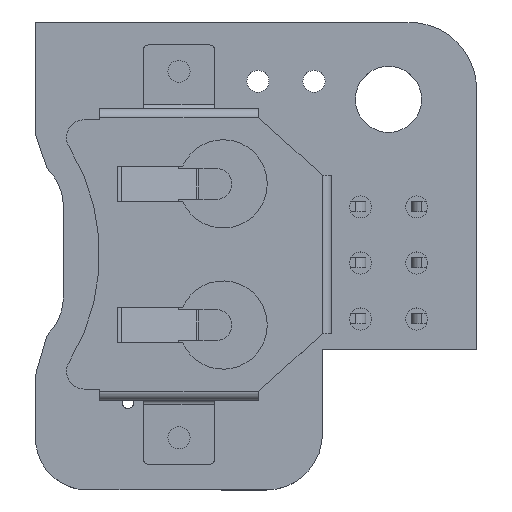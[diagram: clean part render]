
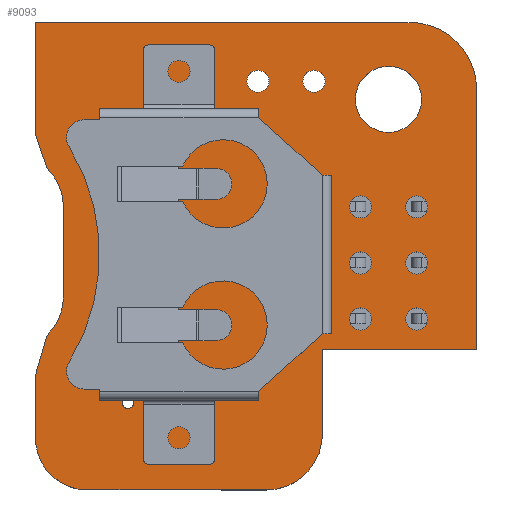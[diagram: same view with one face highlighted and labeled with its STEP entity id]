
A CAD part, top view. The second image highlights one B-rep face of the part: STEP entity #9093.
In plain terms, the highlighted planar face has unit normal (0, 0, 1).
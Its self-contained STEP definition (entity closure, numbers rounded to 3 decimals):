
#68=FACE_BOUND('',#1084,.T.);
#69=FACE_BOUND('',#1085,.T.);
#70=FACE_BOUND('',#1086,.T.);
#71=FACE_BOUND('',#1087,.T.);
#72=FACE_BOUND('',#1088,.T.);
#73=FACE_BOUND('',#1089,.T.);
#74=FACE_BOUND('',#1090,.T.);
#75=FACE_BOUND('',#1091,.T.);
#76=FACE_BOUND('',#1092,.T.);
#77=FACE_BOUND('',#1093,.T.);
#78=FACE_BOUND('',#1094,.T.);
#121=PLANE('',#9746);
#547=FACE_OUTER_BOUND('',#1083,.T.);
#1083=EDGE_LOOP('',(#6331,#6332,#6333,#6334,#6335,#6336,#6337,#6338,#6339,
#6340,#6341,#6342,#6343,#6344,#6345));
#1084=EDGE_LOOP('',(#6346));
#1085=EDGE_LOOP('',(#6347));
#1086=EDGE_LOOP('',(#6348));
#1087=EDGE_LOOP('',(#6349));
#1088=EDGE_LOOP('',(#6350));
#1089=EDGE_LOOP('',(#6351));
#1090=EDGE_LOOP('',(#6352));
#1091=EDGE_LOOP('',(#6353));
#1092=EDGE_LOOP('',(#6354));
#1093=EDGE_LOOP('',(#6355));
#1094=EDGE_LOOP('',(#6356));
#1649=LINE('',#13237,#2728);
#1652=LINE('',#13243,#2731);
#1656=LINE('',#13255,#2735);
#1660=LINE('',#13267,#2739);
#1663=LINE('',#13273,#2742);
#1666=LINE('',#13279,#2745);
#1670=LINE('',#13291,#2749);
#1673=LINE('',#13297,#2752);
#1676=LINE('',#13303,#2755);
#1680=LINE('',#13315,#2759);
#2728=VECTOR('',#10570,10.);
#2731=VECTOR('',#10575,10.);
#2735=VECTOR('',#10587,10.);
#2739=VECTOR('',#10599,10.);
#2742=VECTOR('',#10604,10.);
#2745=VECTOR('',#10609,10.);
#2749=VECTOR('',#10621,10.);
#2752=VECTOR('',#10626,10.);
#2755=VECTOR('',#10631,10.);
#2759=VECTOR('',#10643,10.);
#3795=CIRCLE('',#9690,0.5);
#3797=CIRCLE('',#9693,0.5);
#3799=CIRCLE('',#9696,0.25);
#3801=CIRCLE('',#9699,0.5);
#3803=CIRCLE('',#9702,1.5);
#3805=CIRCLE('',#9705,0.25);
#3807=CIRCLE('',#9708,0.5);
#3809=CIRCLE('',#9711,0.5);
#3811=CIRCLE('',#9714,0.5);
#3813=CIRCLE('',#9717,0.5);
#3815=CIRCLE('',#9720,0.5);
#3817=CIRCLE('',#9725,2.541);
#3819=CIRCLE('',#9729,2.54);
#3821=CIRCLE('',#9735,3.059);
#3823=CIRCLE('',#9741,2.54);
#3825=CIRCLE('',#9745,2.35);
#4047=VERTEX_POINT('',#13167);
#4049=VERTEX_POINT('',#13173);
#4051=VERTEX_POINT('',#13179);
#4053=VERTEX_POINT('',#13185);
#4055=VERTEX_POINT('',#13191);
#4057=VERTEX_POINT('',#13197);
#4059=VERTEX_POINT('',#13203);
#4061=VERTEX_POINT('',#13209);
#4063=VERTEX_POINT('',#13215);
#4065=VERTEX_POINT('',#13221);
#4067=VERTEX_POINT('',#13227);
#4070=VERTEX_POINT('',#13234);
#4071=VERTEX_POINT('',#13236);
#4073=VERTEX_POINT('',#13242);
#4075=VERTEX_POINT('',#13248);
#4077=VERTEX_POINT('',#13254);
#4079=VERTEX_POINT('',#13260);
#4081=VERTEX_POINT('',#13266);
#4083=VERTEX_POINT('',#13272);
#4085=VERTEX_POINT('',#13278);
#4087=VERTEX_POINT('',#13284);
#4089=VERTEX_POINT('',#13290);
#4091=VERTEX_POINT('',#13296);
#4093=VERTEX_POINT('',#13302);
#4095=VERTEX_POINT('',#13308);
#4097=VERTEX_POINT('',#13314);
#4898=EDGE_CURVE('',#4047,#4047,#3795,.T.);
#4901=EDGE_CURVE('',#4049,#4049,#3797,.T.);
#4904=EDGE_CURVE('',#4051,#4051,#3799,.T.);
#4907=EDGE_CURVE('',#4053,#4053,#3801,.T.);
#4910=EDGE_CURVE('',#4055,#4055,#3803,.T.);
#4913=EDGE_CURVE('',#4057,#4057,#3805,.T.);
#4916=EDGE_CURVE('',#4059,#4059,#3807,.T.);
#4919=EDGE_CURVE('',#4061,#4061,#3809,.T.);
#4922=EDGE_CURVE('',#4063,#4063,#3811,.T.);
#4925=EDGE_CURVE('',#4065,#4065,#3813,.T.);
#4928=EDGE_CURVE('',#4067,#4067,#3815,.T.);
#4931=EDGE_CURVE('',#4071,#4070,#1649,.T.);
#4934=EDGE_CURVE('',#4073,#4071,#1652,.T.);
#4937=EDGE_CURVE('',#4075,#4073,#3817,.T.);
#4940=EDGE_CURVE('',#4077,#4075,#1656,.T.);
#4943=EDGE_CURVE('',#4079,#4077,#3819,.T.);
#4946=EDGE_CURVE('',#4081,#4079,#1660,.T.);
#4949=EDGE_CURVE('',#4083,#4081,#1663,.T.);
#4952=EDGE_CURVE('',#4085,#4083,#1666,.T.);
#4955=EDGE_CURVE('',#4087,#4085,#3821,.T.);
#4958=EDGE_CURVE('',#4089,#4087,#1670,.T.);
#4961=EDGE_CURVE('',#4091,#4089,#1673,.T.);
#4964=EDGE_CURVE('',#4093,#4091,#1676,.T.);
#4967=EDGE_CURVE('',#4095,#4093,#3823,.T.);
#4970=EDGE_CURVE('',#4097,#4095,#1680,.T.);
#4973=EDGE_CURVE('',#4070,#4097,#3825,.T.);
#6331=ORIENTED_EDGE('',*,*,#4973,.T.);
#6332=ORIENTED_EDGE('',*,*,#4970,.T.);
#6333=ORIENTED_EDGE('',*,*,#4967,.T.);
#6334=ORIENTED_EDGE('',*,*,#4964,.T.);
#6335=ORIENTED_EDGE('',*,*,#4961,.T.);
#6336=ORIENTED_EDGE('',*,*,#4958,.T.);
#6337=ORIENTED_EDGE('',*,*,#4955,.T.);
#6338=ORIENTED_EDGE('',*,*,#4952,.T.);
#6339=ORIENTED_EDGE('',*,*,#4949,.T.);
#6340=ORIENTED_EDGE('',*,*,#4946,.T.);
#6341=ORIENTED_EDGE('',*,*,#4943,.T.);
#6342=ORIENTED_EDGE('',*,*,#4940,.T.);
#6343=ORIENTED_EDGE('',*,*,#4937,.T.);
#6344=ORIENTED_EDGE('',*,*,#4934,.T.);
#6345=ORIENTED_EDGE('',*,*,#4931,.T.);
#6346=ORIENTED_EDGE('',*,*,#4898,.T.);
#6347=ORIENTED_EDGE('',*,*,#4901,.T.);
#6348=ORIENTED_EDGE('',*,*,#4904,.T.);
#6349=ORIENTED_EDGE('',*,*,#4907,.T.);
#6350=ORIENTED_EDGE('',*,*,#4910,.T.);
#6351=ORIENTED_EDGE('',*,*,#4913,.T.);
#6352=ORIENTED_EDGE('',*,*,#4916,.T.);
#6353=ORIENTED_EDGE('',*,*,#4919,.T.);
#6354=ORIENTED_EDGE('',*,*,#4922,.T.);
#6355=ORIENTED_EDGE('',*,*,#4925,.T.);
#6356=ORIENTED_EDGE('',*,*,#4928,.T.);
#9093=ADVANCED_FACE('',(#547,#68,#69,#70,#71,#72,#73,#74,#75,#76,#77,#78),
#121,.T.);
#9690=AXIS2_PLACEMENT_3D('',#13169,#10494,#10495);
#9693=AXIS2_PLACEMENT_3D('',#13175,#10501,#10502);
#9696=AXIS2_PLACEMENT_3D('',#13181,#10508,#10509);
#9699=AXIS2_PLACEMENT_3D('',#13187,#10515,#10516);
#9702=AXIS2_PLACEMENT_3D('',#13193,#10522,#10523);
#9705=AXIS2_PLACEMENT_3D('',#13199,#10529,#10530);
#9708=AXIS2_PLACEMENT_3D('',#13205,#10536,#10537);
#9711=AXIS2_PLACEMENT_3D('',#13211,#10543,#10544);
#9714=AXIS2_PLACEMENT_3D('',#13217,#10550,#10551);
#9717=AXIS2_PLACEMENT_3D('',#13223,#10557,#10558);
#9720=AXIS2_PLACEMENT_3D('',#13229,#10564,#10565);
#9725=AXIS2_PLACEMENT_3D('',#13249,#10581,#10582);
#9729=AXIS2_PLACEMENT_3D('',#13261,#10593,#10594);
#9735=AXIS2_PLACEMENT_3D('',#13285,#10615,#10616);
#9741=AXIS2_PLACEMENT_3D('',#13309,#10637,#10638);
#9745=AXIS2_PLACEMENT_3D('',#13319,#10649,#10650);
#9746=AXIS2_PLACEMENT_3D('',#13320,#10651,#10652);
#10494=DIRECTION('center_axis',(0.,0.,-1.));
#10495=DIRECTION('ref_axis',(1.,0.,0.));
#10501=DIRECTION('center_axis',(0.,0.,-1.));
#10502=DIRECTION('ref_axis',(1.,0.,0.));
#10508=DIRECTION('center_axis',(0.,0.,-1.));
#10509=DIRECTION('ref_axis',(1.,0.,0.));
#10515=DIRECTION('center_axis',(0.,0.,-1.));
#10516=DIRECTION('ref_axis',(1.,0.,0.));
#10522=DIRECTION('center_axis',(0.,0.,-1.));
#10523=DIRECTION('ref_axis',(1.,0.,0.));
#10529=DIRECTION('center_axis',(0.,0.,-1.));
#10530=DIRECTION('ref_axis',(1.,0.,0.));
#10536=DIRECTION('center_axis',(0.,0.,-1.));
#10537=DIRECTION('ref_axis',(1.,0.,0.));
#10543=DIRECTION('center_axis',(0.,0.,-1.));
#10544=DIRECTION('ref_axis',(1.,0.,0.));
#10550=DIRECTION('center_axis',(0.,0.,-1.));
#10551=DIRECTION('ref_axis',(1.,0.,0.));
#10557=DIRECTION('center_axis',(0.,0.,-1.));
#10558=DIRECTION('ref_axis',(1.,0.,0.));
#10564=DIRECTION('center_axis',(0.,0.,-1.));
#10565=DIRECTION('ref_axis',(1.,0.,0.));
#10570=DIRECTION('',(0.,-1.,0.));
#10575=DIRECTION('',(-0.281,-0.96,0.));
#10581=DIRECTION('center_axis',(0.,0.,-1.));
#10582=DIRECTION('ref_axis',(0.707,-0.707,0.));
#10587=DIRECTION('',(0.,-1.,0.));
#10593=DIRECTION('center_axis',(0.,0.,-1.));
#10594=DIRECTION('ref_axis',(1.,0.,0.));
#10599=DIRECTION('',(0.323,-0.946,0.));
#10604=DIRECTION('',(0.,-1.,0.));
#10609=DIRECTION('',(-1.,0.001,0.));
#10615=DIRECTION('center_axis',(0.,0.,1.));
#10616=DIRECTION('ref_axis',(0.997,0.083,0.));
#10621=DIRECTION('',(0.,1.,0.));
#10626=DIRECTION('',(1.,0.,0.));
#10631=DIRECTION('',(0.,1.,0.));
#10637=DIRECTION('center_axis',(0.,0.,1.));
#10638=DIRECTION('ref_axis',(0.,-1.,0.));
#10643=DIRECTION('',(1.,0.,0.));
#10649=DIRECTION('center_axis',(0.,0.,1.));
#10650=DIRECTION('ref_axis',(-1.,0.027,0.));
#10651=DIRECTION('center_axis',(0.,0.,1.));
#10652=DIRECTION('ref_axis',(1.,0.,0.));
#13167=CARTESIAN_POINT('',(12.2,18.669,1.57));
#13169=CARTESIAN_POINT('Origin',(12.7,18.669,1.57));
#13173=CARTESIAN_POINT('',(14.308,7.899,1.57));
#13175=CARTESIAN_POINT('Origin',(14.808,7.899,1.57));
#13179=CARTESIAN_POINT('',(8.132,11.557,1.57));
#13181=CARTESIAN_POINT('Origin',(8.382,11.557,1.57));
#13185=CARTESIAN_POINT('',(16.848,12.979,1.57));
#13187=CARTESIAN_POINT('Origin',(17.348,12.979,1.57));
#13191=CARTESIAN_POINT('',(14.578,17.856,1.57));
#13193=CARTESIAN_POINT('Origin',(16.078,17.856,1.57));
#13197=CARTESIAN_POINT('',(4.012,4.085,1.57));
#13199=CARTESIAN_POINT('Origin',(4.262,4.085,1.57));
#13203=CARTESIAN_POINT('',(14.308,12.979,1.57));
#13205=CARTESIAN_POINT('Origin',(14.808,12.979,1.57));
#13209=CARTESIAN_POINT('',(14.308,10.439,1.57));
#13211=CARTESIAN_POINT('Origin',(14.808,10.439,1.57));
#13215=CARTESIAN_POINT('',(16.848,10.439,1.57));
#13217=CARTESIAN_POINT('Origin',(17.348,10.439,1.57));
#13221=CARTESIAN_POINT('',(16.848,7.899,1.57));
#13223=CARTESIAN_POINT('Origin',(17.348,7.899,1.57));
#13227=CARTESIAN_POINT('',(9.66,18.669,1.57));
#13229=CARTESIAN_POINT('Origin',(10.16,18.669,1.57));
#13234=CARTESIAN_POINT('',(0.076,2.565,1.57));
#13236=CARTESIAN_POINT('',(0.076,5.359,1.57));
#13237=CARTESIAN_POINT('',(0.076,2.565,1.57));
#13242=CARTESIAN_POINT('',(0.602,7.155,1.57));
#13243=CARTESIAN_POINT('',(0.076,5.359,1.57));
#13248=CARTESIAN_POINT('',(1.346,8.952,1.57));
#13249=CARTESIAN_POINT('Origin',(-1.195,8.952,1.57));
#13254=CARTESIAN_POINT('',(1.346,12.943,1.57));
#13255=CARTESIAN_POINT('',(1.346,8.952,1.57));
#13260=CARTESIAN_POINT('',(0.602,14.739,1.57));
#13261=CARTESIAN_POINT('Origin',(-1.194,12.943,1.57));
#13266=CARTESIAN_POINT('',(0.076,16.281,1.57));
#13267=CARTESIAN_POINT('',(0.602,14.739,1.57));
#13272=CARTESIAN_POINT('',(0.076,21.361,1.57));
#13273=CARTESIAN_POINT('',(0.076,16.281,1.57));
#13278=CARTESIAN_POINT('',(16.764,21.336,1.57));
#13279=CARTESIAN_POINT('',(0.076,21.361,1.57));
#13284=CARTESIAN_POINT('',(20.066,18.542,1.57));
#13285=CARTESIAN_POINT('Origin',(17.018,18.288,1.57));
#13290=CARTESIAN_POINT('',(20.066,6.502,1.57));
#13291=CARTESIAN_POINT('',(20.066,18.542,1.57));
#13296=CARTESIAN_POINT('',(13.081,6.502,1.57));
#13297=CARTESIAN_POINT('',(20.066,6.502,1.57));
#13302=CARTESIAN_POINT('',(13.081,2.692,1.57));
#13303=CARTESIAN_POINT('',(13.081,6.502,1.57));
#13308=CARTESIAN_POINT('',(10.541,0.152,1.57));
#13309=CARTESIAN_POINT('Origin',(10.541,2.692,1.57));
#13314=CARTESIAN_POINT('',(2.362,0.152,1.57));
#13315=CARTESIAN_POINT('',(10.541,0.152,1.57));
#13319=CARTESIAN_POINT('Origin',(2.426,2.502,1.57));
#13320=CARTESIAN_POINT('Origin',(10.071,10.757,1.57));
